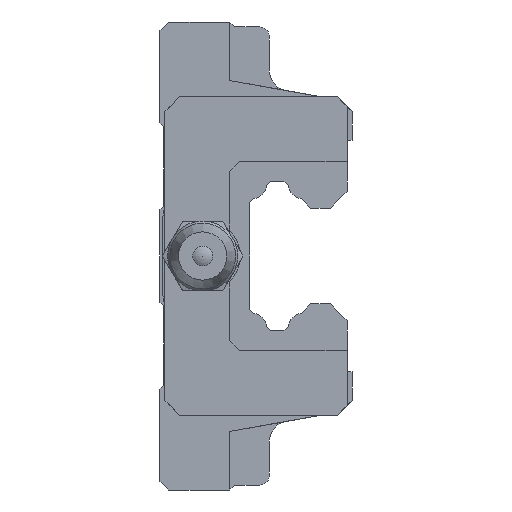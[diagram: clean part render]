
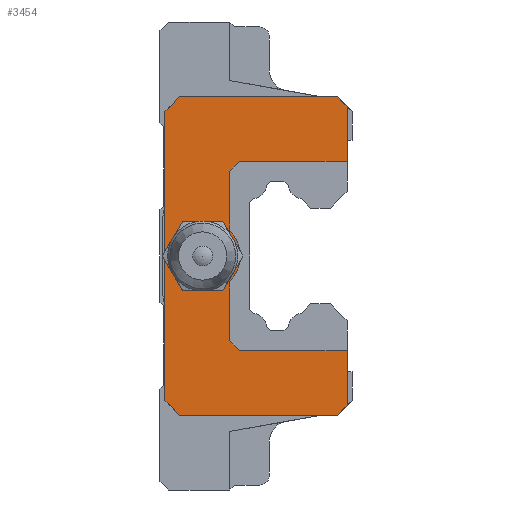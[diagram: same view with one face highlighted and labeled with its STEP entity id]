
A CAD part, left-side view. The second image highlights one B-rep face of the part: STEP entity #3454.
In plain terms, the highlighted planar face has unit normal (-1, 0, 0).
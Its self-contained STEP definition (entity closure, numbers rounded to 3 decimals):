
#87=LINE('',#4941,#455);
#93=LINE('',#4955,#461);
#102=LINE('',#4974,#470);
#113=LINE('',#4998,#481);
#145=LINE('',#5066,#513);
#155=LINE('',#5086,#523);
#200=LINE('',#5179,#568);
#218=LINE('',#5214,#586);
#224=LINE('',#5227,#592);
#359=LINE('',#5590,#727);
#360=LINE('',#5592,#728);
#375=LINE('',#5647,#743);
#376=LINE('',#5649,#744);
#377=LINE('',#5650,#745);
#378=LINE('',#5652,#746);
#455=VECTOR('',#3910,1000.);
#461=VECTOR('',#3918,1000.);
#470=VECTOR('',#3929,1000.);
#481=VECTOR('',#3946,1000.);
#513=VECTOR('',#3992,1000.);
#523=VECTOR('',#4004,1000.);
#568=VECTOR('',#4073,1000.);
#586=VECTOR('',#4097,1000.);
#592=VECTOR('',#4105,1000.);
#727=VECTOR('',#4472,1000.);
#728=VECTOR('',#4475,1000.);
#743=VECTOR('',#4546,1000.);
#744=VECTOR('',#4547,1000.);
#745=VECTOR('',#4548,1000.);
#746=VECTOR('',#4549,1000.);
#908=PLANE('',#3743);
#1712=ORIENTED_EDGE('',*,*,#2353,.T.);
#1713=ORIENTED_EDGE('',*,*,#2013,.T.);
#1714=ORIENTED_EDGE('',*,*,#2354,.F.);
#1715=ORIENTED_EDGE('',*,*,#2007,.T.);
#1716=ORIENTED_EDGE('',*,*,#2355,.T.);
#1717=ORIENTED_EDGE('',*,*,#2356,.T.);
#1718=ORIENTED_EDGE('',*,*,#2142,.F.);
#1719=ORIENTED_EDGE('',*,*,#2327,.T.);
#1720=ORIENTED_EDGE('',*,*,#2034,.F.);
#1721=ORIENTED_EDGE('',*,*,#2022,.F.);
#1722=ORIENTED_EDGE('',*,*,#2124,.F.);
#1723=ORIENTED_EDGE('',*,*,#2067,.F.);
#1724=ORIENTED_EDGE('',*,*,#2077,.F.);
#1725=ORIENTED_EDGE('',*,*,#2328,.T.);
#1726=ORIENTED_EDGE('',*,*,#2148,.F.);
#1727=ORIENTED_EDGE('',*,*,#2357,.T.);
#1728=ORIENTED_EDGE('',*,*,#2358,.T.);
#2007=EDGE_CURVE('',#2477,#2478,#87,.T.);
#2013=EDGE_CURVE('',#2484,#2483,#93,.T.);
#2022=EDGE_CURVE('',#2492,#2493,#102,.T.);
#2034=EDGE_CURVE('',#2493,#2503,#113,.T.);
#2067=EDGE_CURVE('',#2531,#2532,#145,.T.);
#2077=EDGE_CURVE('',#2540,#2531,#155,.T.);
#2124=EDGE_CURVE('',#2532,#2492,#200,.T.);
#2142=EDGE_CURVE('',#2590,#2591,#218,.T.);
#2148=EDGE_CURVE('',#2596,#2597,#224,.T.);
#2327=EDGE_CURVE('',#2590,#2503,#359,.T.);
#2328=EDGE_CURVE('',#2540,#2597,#360,.T.);
#2353=EDGE_CURVE('',#2720,#2720,#2829,.T.);
#2354=EDGE_CURVE('',#2477,#2483,#2830,.T.);
#2355=EDGE_CURVE('',#2478,#2721,#375,.T.);
#2356=EDGE_CURVE('',#2721,#2591,#376,.T.);
#2357=EDGE_CURVE('',#2596,#2722,#377,.T.);
#2358=EDGE_CURVE('',#2722,#2484,#378,.T.);
#2477=VERTEX_POINT('',#4942);
#2478=VERTEX_POINT('',#4943);
#2483=VERTEX_POINT('',#4954);
#2484=VERTEX_POINT('',#4956);
#2492=VERTEX_POINT('',#4973);
#2493=VERTEX_POINT('',#4975);
#2503=VERTEX_POINT('',#4999);
#2531=VERTEX_POINT('',#5065);
#2532=VERTEX_POINT('',#5067);
#2540=VERTEX_POINT('',#5085);
#2590=VERTEX_POINT('',#5213);
#2591=VERTEX_POINT('',#5215);
#2596=VERTEX_POINT('',#5226);
#2597=VERTEX_POINT('',#5228);
#2720=VERTEX_POINT('',#5645);
#2721=VERTEX_POINT('',#5648);
#2722=VERTEX_POINT('',#5651);
#2829=CIRCLE('',#3744,2.);
#2830=CIRCLE('',#3745,3.751);
#3022=EDGE_LOOP('',(#1712));
#3023=EDGE_LOOP('',(#1713,#1714,#1715,#1716,#1717,#1718,#1719,#1720,#1721,
#1722,#1723,#1724,#1725,#1726,#1727,#1728));
#3256=FACE_BOUND('',#3022,.T.);
#3257=FACE_BOUND('',#3023,.T.);
#3454=ADVANCED_FACE('',(#3256,#3257),#908,.F.);
#3743=AXIS2_PLACEMENT_3D('',#5643,#4540,#4541);
#3744=AXIS2_PLACEMENT_3D('',#5644,#4542,#4543);
#3745=AXIS2_PLACEMENT_3D('',#5646,#4544,#4545);
#3910=DIRECTION('',(0.,0.,1.));
#3918=DIRECTION('',(0.,0.,1.));
#3929=DIRECTION('',(0.,-0.707,0.707));
#3946=DIRECTION('',(0.,-1.,0.));
#3992=DIRECTION('',(0.,0.707,0.707));
#4004=DIRECTION('',(0.,1.,0.));
#4073=DIRECTION('',(0.,0.,1.));
#4097=DIRECTION('',(0.,0.,-1.));
#4105=DIRECTION('',(0.,0.,-1.));
#4472=DIRECTION('',(0.,0.707,0.707));
#4475=DIRECTION('',(0.,-0.707,0.707));
#4540=DIRECTION('',(1.,0.,0.));
#4541=DIRECTION('',(0.,0.,-1.));
#4542=DIRECTION('',(1.,0.,0.));
#4543=DIRECTION('',(0.,0.,-1.));
#4544=DIRECTION('',(1.,0.,0.));
#4545=DIRECTION('',(0.,0.,-1.));
#4546=DIRECTION('',(0.,-0.707,0.707));
#4547=DIRECTION('',(0.,-1.,0.));
#4548=DIRECTION('',(0.,1.,0.));
#4549=DIRECTION('',(0.,0.707,0.707));
#4941=CARTESIAN_POINT('',(-26.3,12.3,-8.5));
#4942=CARTESIAN_POINT('',(-26.3,12.3,2.604));
#4943=CARTESIAN_POINT('',(-26.3,12.3,8.5));
#4954=CARTESIAN_POINT('',(-26.3,12.3,-2.604));
#4955=CARTESIAN_POINT('',(-26.3,12.3,-8.5));
#4956=CARTESIAN_POINT('',(-26.3,12.3,-8.5));
#4973=CARTESIAN_POINT('',(-26.3,18.8,14.5));
#4974=CARTESIAN_POINT('',(-26.3,18.8,14.5));
#4975=CARTESIAN_POINT('',(-26.3,17.3,16.));
#4998=CARTESIAN_POINT('',(-26.3,19.3,16.));
#4999=CARTESIAN_POINT('',(-26.3,1.5,16.));
#5065=CARTESIAN_POINT('',(-26.3,17.3,-16.));
#5066=CARTESIAN_POINT('',(-26.3,17.3,-16.));
#5067=CARTESIAN_POINT('',(-26.3,18.8,-14.5));
#5085=CARTESIAN_POINT('',(-26.3,1.5,-16.));
#5086=CARTESIAN_POINT('',(-26.3,0.,-16.));
#5179=CARTESIAN_POINT('',(-26.3,18.8,-14.5));
#5213=CARTESIAN_POINT('',(-26.3,0.5,15.));
#5214=CARTESIAN_POINT('',(-26.3,0.5,11.6));
#5215=CARTESIAN_POINT('',(-26.3,0.5,9.5));
#5226=CARTESIAN_POINT('',(-26.3,0.5,-9.5));
#5227=CARTESIAN_POINT('',(-26.3,0.5,11.6));
#5228=CARTESIAN_POINT('',(-26.3,0.5,-15.));
#5590=CARTESIAN_POINT('',(-26.3,1.5,16.));
#5592=CARTESIAN_POINT('',(-26.3,0.5,-15.));
#5643=CARTESIAN_POINT('',(-26.3,0.,0.));
#5644=CARTESIAN_POINT('',(-26.3,15.,0.));
#5645=CARTESIAN_POINT('',(-26.3,15.,-2.));
#5646=CARTESIAN_POINT('',(-26.3,15.,0.));
#5647=CARTESIAN_POINT('',(-26.3,12.3,8.5));
#5648=CARTESIAN_POINT('',(-26.3,11.3,9.5));
#5649=CARTESIAN_POINT('',(-26.3,11.3,9.5));
#5650=CARTESIAN_POINT('',(-26.3,0.5,-9.5));
#5651=CARTESIAN_POINT('',(-26.3,11.3,-9.5));
#5652=CARTESIAN_POINT('',(-26.3,11.3,-9.5));
